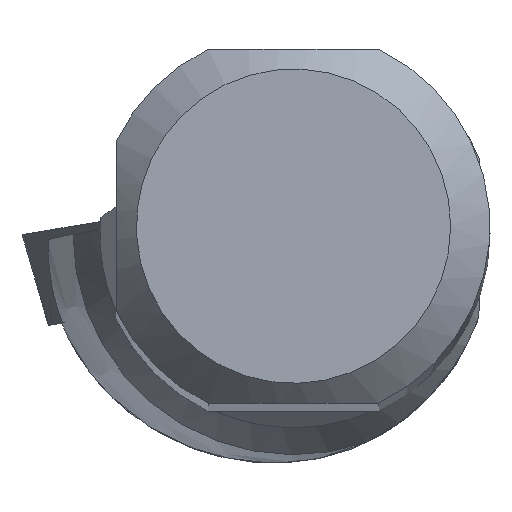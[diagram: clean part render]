
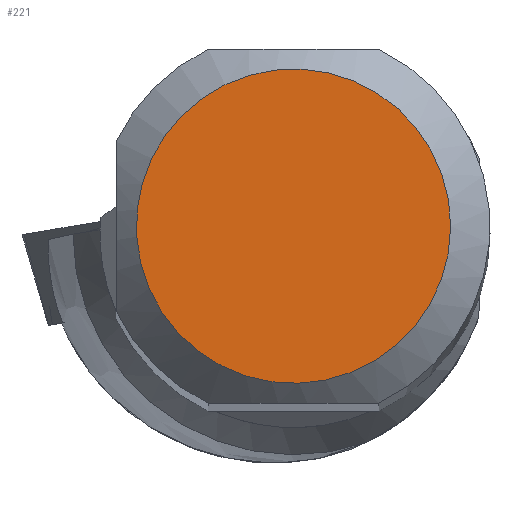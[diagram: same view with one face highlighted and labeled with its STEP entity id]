
A CAD part, top view. The second image highlights one B-rep face of the part: STEP entity #221.
In plain terms, the highlighted planar face has unit normal (0, 0, 1).
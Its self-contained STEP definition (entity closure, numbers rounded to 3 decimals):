
#180=FACE_OUTER_BOUND('',#404,.T.);
#221=ADVANCED_FACE('',(#180),#249,.T.);
#249=PLANE('',#1000);
#404=EDGE_LOOP('',(#562));
#562=ORIENTED_EDGE('',*,*,#816,.T.);
#718=VERTEX_POINT('',#1589);
#816=EDGE_CURVE('',#718,#718,#866,.T.);
#866=CIRCLE('',#999,3.994);
#999=AXIS2_PLACEMENT_3D('',#1588,#1189,#1190);
#1000=AXIS2_PLACEMENT_3D('',#1590,#1191,#1192);
#1189=DIRECTION('',(0.,0.,1.));
#1190=DIRECTION('',(1.,0.,0.));
#1191=DIRECTION('',(0.,0.,1.));
#1192=DIRECTION('',(1.,0.,0.));
#1588=CARTESIAN_POINT('',(0.,0.,0.));
#1589=CARTESIAN_POINT('',(3.994,0.,0.));
#1590=CARTESIAN_POINT('',(0.,0.,
0.));
